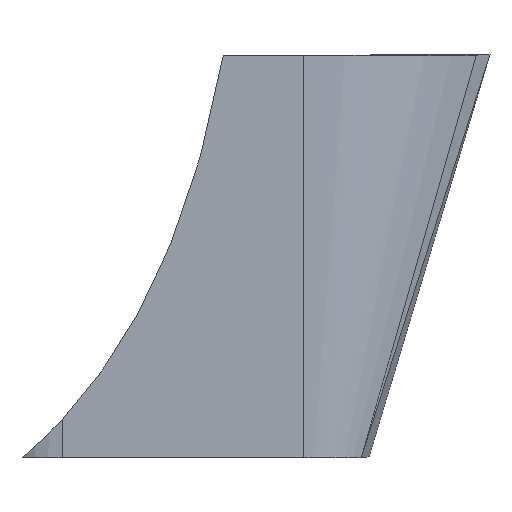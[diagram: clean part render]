
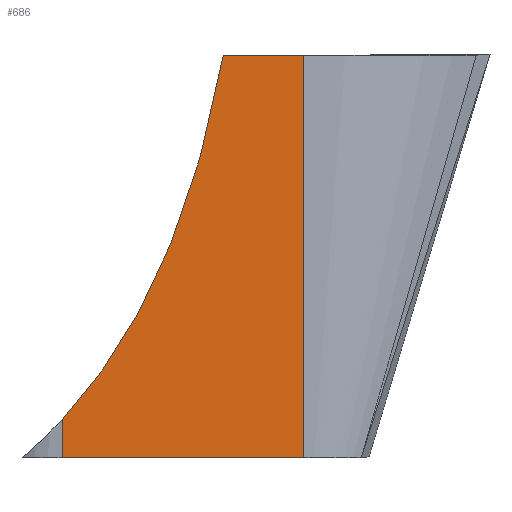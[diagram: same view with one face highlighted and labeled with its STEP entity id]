
A CAD part, front view. The second image highlights one B-rep face of the part: STEP entity #686.
In plain terms, the highlighted planar face has unit normal (0, -1, 0).
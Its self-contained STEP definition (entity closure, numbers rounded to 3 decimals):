
#83=CARTESIAN_POINT('POINT7',(0.,0.,1206.341));
#84=VERTEX_POINT('VERTEX7',#83);
#179=CARTESIAN_POINT('POINT9',(0.,0.,0.));
#180=VERTEX_POINT('VERTEX9',#179);
#294=CARTESIAN_POINT('POINT12',(5080.,0.,12700.));
#295=VERTEX_POINT('VERTEX12',#294);
#304=(BOUNDED_CURVE() B_SPLINE_CURVE(3,(#305,#306,#307,#308,#309,#310,
   #311,#312,#313,#314),.UNSPECIFIED.,.F.,.F.) B_SPLINE_CURVE_WITH_KNOTS
   ((4,1,1,1,1,1,1,4),(0.,0.143,
   0.287,0.43,0.572,
   0.715,0.857,1.),.UNSPECIFIED.) 
   CURVE() GEOMETRIC_REPRESENTATION_ITEM() RATIONAL_B_SPLINE_CURVE((
   1.,1.,1.,1.,1.,1.,1.,
   1.,1.,1.)) REPRESENTATION_ITEM('SPLINE_CRV9'));
#305=CARTESIAN_POINT('',(5080.,0.,12700.));
#306=CARTESIAN_POINT('',(4971.253,0.,
   12076.566));
#307=CARTESIAN_POINT('',(4721.118,0.,
   10848.561));
#308=CARTESIAN_POINT('',(4252.698,0.,
   9057.748));
#309=CARTESIAN_POINT('',(3677.486,0.,
   7328.533));
#310=CARTESIAN_POINT('',(2984.523,0.,
   5667.039));
#311=CARTESIAN_POINT('',(2158.085,0.,
   4082.25));
#312=CARTESIAN_POINT('',(1182.874,0.,
   2582.724));
#313=CARTESIAN_POINT('',(413.281,0.,
   1654.239));
#314=CARTESIAN_POINT('',(0.,0.,1206.341));
#315=EDGE_CURVE('EDGE17',#295,#84,#304,.T.);
#409=CARTESIAN_POINT('POINT13',(7620.,0.,12700.));
#410=VERTEX_POINT('VERTEX13',#409);
#418=CARTESIAN_POINT('POS12',(5080.,0.,12700.));
#419=DIRECTION('DIR17',(-1.,0.,0.));
#420=VECTOR('VEC7',#419,1.);
#421=LINE('STRAIGHT7',#418,#420);
#422=EDGE_CURVE('EDGE19',#295,#410,#421,.F.);
#434=CARTESIAN_POINT('POINT14',(7620.,0.,0.));
#435=VERTEX_POINT('VERTEX14',#434);
#441=CARTESIAN_POINT('POS14',(3810.,0.,0.));
#442=DIRECTION('DIR20',(-1.,0.,0.));
#443=VECTOR('VEC8',#442,1.);
#444=LINE('STRAIGHT8',#441,#443);
#445=EDGE_CURVE('EDGE21',#180,#435,#444,.F.);
#456=CARTESIAN_POINT('POS16',(0.,0.,12700.));
#457=DIRECTION('DIR23',(0.,0.,-1.));
#458=VECTOR('VEC9',#457,1.);
#459=LINE('STRAIGHT9',#456,#458);
#460=EDGE_CURVE('EDGE22',#84,#180,#459,.T.);
#670=ORIENTED_EDGE('COEDGE48',*,*,#460,.T.);
#671=ORIENTED_EDGE('COEDGE49',*,*,#445,.T.);
#672=(BOUNDED_CURVE() B_SPLINE_CURVE(1,(#673,#674),.UNSPECIFIED.,.F.,.F.
   ) B_SPLINE_CURVE_WITH_KNOTS((2,2),(0.,1.),.UNSPECIFIED.) 
   CURVE() GEOMETRIC_REPRESENTATION_ITEM() RATIONAL_B_SPLINE_CURVE((
   1.041,1.041)) REPRESENTATION_ITEM(
   'SPLINE_CRV16'));
#673=CARTESIAN_POINT('',(7620.,0.,12700.));
#674=CARTESIAN_POINT('',(7620.,0.,0.));
#675=EDGE_CURVE('EDGE28',#410,#435,#672,.T.);
#676=ORIENTED_EDGE('COEDGE50',*,*,#675,.F.);
#677=ORIENTED_EDGE('COEDGE51',*,*,#422,.F.);
#678=ORIENTED_EDGE('COEDGE52',*,*,#315,.T.);
#679=EDGE_LOOP('NONE',(#670,#671,#676,#677,#678));
#680=FACE_BOUND('LOOP1',#679,.T.);
#681=CARTESIAN_POINT('POS20',(3810.,0.,6350.));
#682=DIRECTION('DIR29',(0.,1.,0.));
#683=DIRECTION('DIR30',(1.,0.,0.));
#684=AXIS2_PLACEMENT_3D('AXIS10',#681,#682,#683);
#685=PLANE('PLANE6',#684);
#686=ADVANCED_FACE('FACE13',(#680),#685,.F.);
